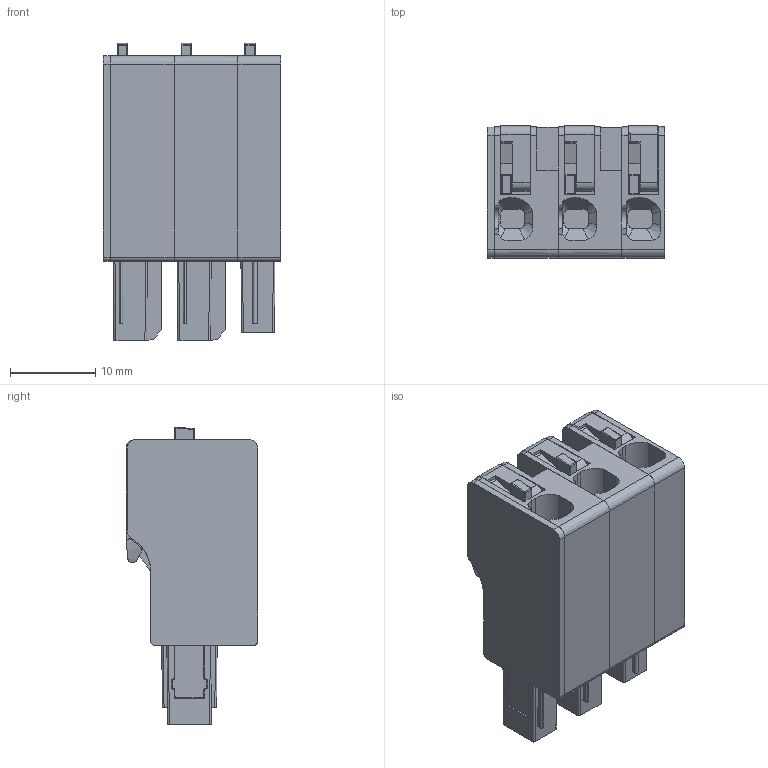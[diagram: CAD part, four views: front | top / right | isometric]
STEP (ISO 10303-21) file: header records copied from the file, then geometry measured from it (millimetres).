
FILE_DESCRIPTION(('CATIA V5 STEP Exchange','CAx-IF Rec.Pracs.--- Model Styling and Organization---1.4--- 2014-01-23'),'2;1');
FILE_NAME ('1361618-2_0_8000078329_8000078329.stp','2021-10-26T09:00:36+00:00',('none'),('Weidmueller'),'CATIA Version 5-6 Release 2016 SP3 HF44','CATIA V5 STEP AP214','none');
FILE_SCHEMA(('AUTOMOTIVE_DESIGN { 1 0 10303 214 1 1 1 1 }'));
Length unit declared in the file: millimetre
Products named in the file (1): 8000078329
Bounding box: 20.8 x 15.5 x 35 mm (x, y, z)
Volume: 6988.4 mm3; surface area: 6943.2 mm2
Topology: 10 solids, 10 shells, 832 faces, 2304 edges, 1508 vertices
Faces by surface type: plane 482, cylinder 270, cone 28, sphere 24, bspline 14, torus 8, extrusion 6
Entity records: 28603 total; most frequent: CARTESIAN_POINT 8198, ORIENTED_EDGE 4560, DIRECTION 3519, EDGE_CURVE 2280, VERTEX_POINT 1508, VECTOR 1488, LINE 1482, AXIS2_PLACEMENT_3D 1220
